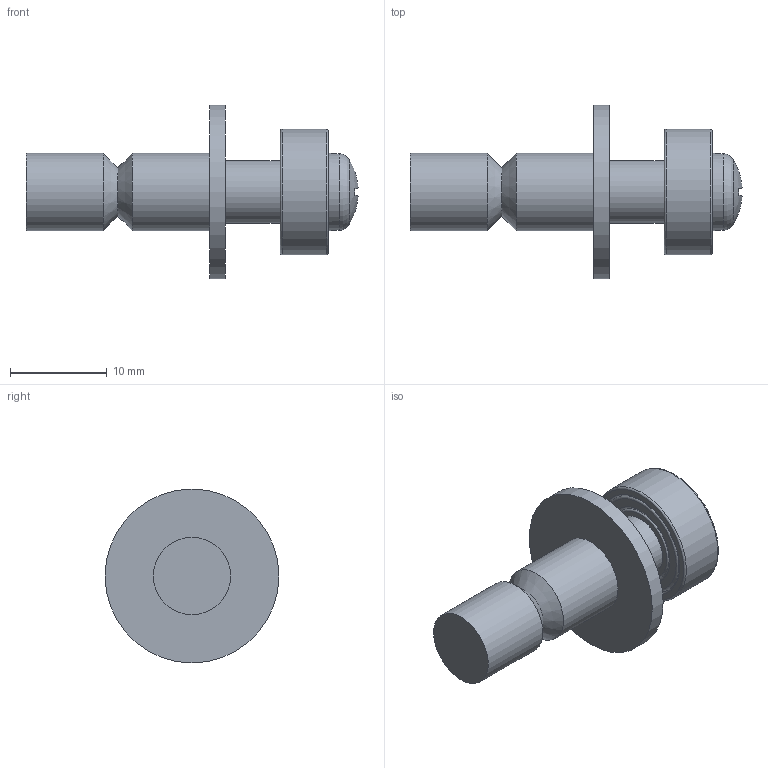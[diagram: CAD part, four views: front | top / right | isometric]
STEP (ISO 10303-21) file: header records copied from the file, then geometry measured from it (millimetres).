
FILE_DESCRIPTION(/* description */ (''),/* implementation_level */ '2;1');
FILE_NAME(/* name */ '700026.stp',/* time_stamp */ '2022-10-10T09:24:33+02:00',/* author */ ('aluteckkpl_am'),/* organization */ (''),/* preprocessor_version */ 'ST-DEVELOPER v18.1',/* originating_system */ 'Autodesk Inventor 2021',/* authorisation */ '');
FILE_SCHEMA (('CONFIG_CONTROL_DESIGN'));
Length unit declared in the file: millimetre
Products named in the file (1): 700026
Bounding box: 34.37 x 18 x 18 mm (x, y, z)
Volume: 2114.6 mm3; surface area: 2808.2 mm2
Topology: 13 solids, 13 shells, 85 faces, 248 edges, 180 vertices
Faces by surface type: plane 24, torus 20, cylinder 19, cone 15, sphere 7
Full cylindrical faces by diameter (mm): 3.242 x1, 3.621 x1, 4 x1, 6 x2, 6.5 x1, 6.7 x1, 8 x6, 11 x4, 13 x1, 18 x1
Entity records: 3201 total; most frequent: CARTESIAN_POINT 684, DIRECTION 550, ORIENTED_EDGE 468, AXIS2_PLACEMENT_3D 254, EDGE_CURVE 234, VERTEX_POINT 180, CIRCLE 168, EDGE_LOOP 100
